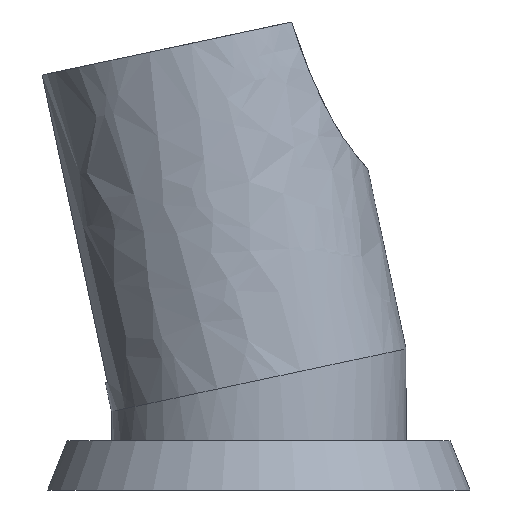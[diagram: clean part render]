
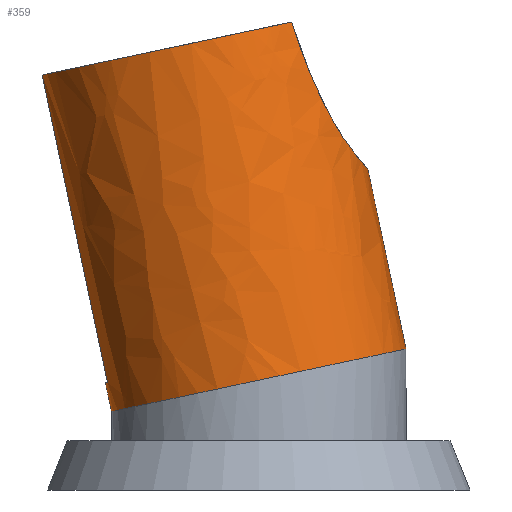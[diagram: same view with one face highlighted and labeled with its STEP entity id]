
A CAD part, left-side view. The second image highlights one B-rep face of the part: STEP entity #359.
In plain terms, the highlighted free-form (B-spline) face has degree [1, 2] with [2, 9] control points.
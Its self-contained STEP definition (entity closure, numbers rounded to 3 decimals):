
#15=B_SPLINE_CURVE_WITH_KNOTS('',3,(#622,#623,#624,#625,#626,#627,#628,
#629,#630,#631,#632,#633,#634,#635,#636,#637,#638,#639,#640,#641,#642,#643,
#644,#645,#646,#647),.UNSPECIFIED.,.F.,.F.,(4,2,2,2,2,2,2,2,2,2,2,2,4),
(1.088,1.287,1.931,2.252,2.574,
2.922,3.27,3.617,3.965,4.287,
4.608,5.252,5.451),.UNSPECIFIED.);
#16=B_SPLINE_CURVE_WITH_KNOTS('',1,(#648,#649),.UNSPECIFIED.,.F.,.F.,(2,
2),(-0.196,0.),.UNSPECIFIED.);
#17=(
BOUNDED_SURFACE()
B_SPLINE_SURFACE(1,2,((#604,#605,#606,#607,#608,#609,#610,#611,#612),(#613,
#614,#615,#616,#617,#618,#619,#620,#621)),.UNSPECIFIED.,.F.,.T.,.F.)
B_SPLINE_SURFACE_WITH_KNOTS((2,2),(3,2,2,2,3),(0.,2.282),
(-3.142,-1.571,0.,1.571,3.142),
 .UNSPECIFIED.)
GEOMETRIC_REPRESENTATION_ITEM()
RATIONAL_B_SPLINE_SURFACE(((1.,0.707,1.,0.707,1.,
0.707,1.,0.707,1.),(1.,0.707,1.,0.707,
1.,0.707,1.,0.707,1.)))
REPRESENTATION_ITEM('')
SURFACE()
);
#47=FACE_OUTER_BOUND('',#69,.T.);
#69=EDGE_LOOP('',(#298,#299,#300,#301,#302,#303,#304,#305,#306,#307,#308,
#309));
#81=LINE('',#531,#113);
#84=LINE('',#538,#116);
#113=VECTOR('',#427,10.);
#116=VECTOR('',#434,10.);
#140=ELLIPSE('',#379,15.335,15.);
#141=ELLIPSE('',#380,15.335,15.);
#142=ELLIPSE('',#385,15.335,15.);
#145=ELLIPSE('',#388,15.335,15.);
#146=ELLIPSE('',#398,15.335,15.);
#147=ELLIPSE('',#400,15.335,15.);
#148=ELLIPSE('',#401,15.335,15.);
#149=VERTEX_POINT('',#516);
#150=VERTEX_POINT('',#517);
#151=VERTEX_POINT('',#519);
#155=VERTEX_POINT('',#529);
#157=VERTEX_POINT('',#537);
#158=VERTEX_POINT('',#541);
#160=VERTEX_POINT('',#545);
#174=VERTEX_POINT('',#588);
#175=VERTEX_POINT('',#589);
#177=VERTEX_POINT('',#594);
#182=EDGE_CURVE('',#149,#150,#140,.T.);
#183=EDGE_CURVE('',#150,#151,#141,.T.);
#189=EDGE_CURVE('',#149,#155,#81,.T.);
#192=EDGE_CURVE('',#157,#151,#84,.T.);
#194=EDGE_CURVE('',#157,#158,#142,.T.);
#197=EDGE_CURVE('',#160,#155,#145,.T.);
#217=EDGE_CURVE('',#174,#175,#146,.T.);
#220=EDGE_CURVE('',#177,#174,#147,.T.);
#221=EDGE_CURVE('',#175,#177,#148,.T.);
#225=EDGE_CURVE('',#160,#158,#15,.T.);
#226=EDGE_CURVE('',#150,#175,#16,.T.);
#298=ORIENTED_EDGE('',*,*,#189,.T.);
#299=ORIENTED_EDGE('',*,*,#197,.F.);
#300=ORIENTED_EDGE('',*,*,#225,.T.);
#301=ORIENTED_EDGE('',*,*,#194,.F.);
#302=ORIENTED_EDGE('',*,*,#192,.T.);
#303=ORIENTED_EDGE('',*,*,#183,.F.);
#304=ORIENTED_EDGE('',*,*,#226,.T.);
#305=ORIENTED_EDGE('',*,*,#221,.T.);
#306=ORIENTED_EDGE('',*,*,#220,.T.);
#307=ORIENTED_EDGE('',*,*,#217,.T.);
#308=ORIENTED_EDGE('',*,*,#226,.F.);
#309=ORIENTED_EDGE('',*,*,#182,.F.);
#359=ADVANCED_FACE('',(#47),#17,.F.);
#379=AXIS2_PLACEMENT_3D('',#518,#416,#417);
#380=AXIS2_PLACEMENT_3D('',#520,#418,#419);
#385=AXIS2_PLACEMENT_3D('',#542,#438,#439);
#388=AXIS2_PLACEMENT_3D('',#547,#444,#445);
#398=AXIS2_PLACEMENT_3D('',#590,#482,#483);
#400=AXIS2_PLACEMENT_3D('',#595,#487,#488);
#401=AXIS2_PLACEMENT_3D('',#596,#489,#490);
#416=DIRECTION('center_axis',(0.,0.208,0.978));
#417=DIRECTION('ref_axis',(0.,-0.978,0.208));
#418=DIRECTION('center_axis',(0.,0.208,0.978));
#419=DIRECTION('ref_axis',(0.,-0.978,0.208));
#427=DIRECTION('',(0.,0.208,0.978));
#434=DIRECTION('',(0.,-0.208,-0.978));
#438=DIRECTION('center_axis',(0.,0.208,0.978));
#439=DIRECTION('ref_axis',(0.,-0.978,0.208));
#444=DIRECTION('center_axis',(0.,0.208,0.978));
#445=DIRECTION('ref_axis',(0.,-0.978,0.208));
#482=DIRECTION('center_axis',(0.,0.208,0.978));
#483=DIRECTION('ref_axis',(0.,-0.978,0.208));
#487=DIRECTION('center_axis',(0.,0.208,0.978));
#488=DIRECTION('ref_axis',(0.,-0.978,0.208));
#489=DIRECTION('center_axis',(0.,0.208,0.978));
#490=DIRECTION('ref_axis',(0.,-0.978,0.208));
#516=CARTESIAN_POINT('',(2.5,15.414,21.975));
#517=CARTESIAN_POINT('',(0.,15.624,21.931));
#518=CARTESIAN_POINT('Origin',(0.,0.624,25.119));
#519=CARTESIAN_POINT('',(-2.5,15.414,21.975));
#520=CARTESIAN_POINT('Origin',(0.,0.624,25.119));
#529=CARTESIAN_POINT('',(2.5,22.067,53.276));
#531=CARTESIAN_POINT('',(2.5,14.79,19.041));
#537=CARTESIAN_POINT('',(-2.5,22.067,53.276));
#538=CARTESIAN_POINT('',(-2.5,14.79,19.041));
#541=CARTESIAN_POINT('',(-10.581,-3.356,58.68));
#542=CARTESIAN_POINT('Origin',(0.,7.277,56.42));
#545=CARTESIAN_POINT('',(10.581,-3.356,58.68));
#547=CARTESIAN_POINT('Origin',(0.,7.277,56.42));
#588=CARTESIAN_POINT('',(15.,0.,22.185));
#589=CARTESIAN_POINT('',(0.,15.,18.996));
#590=CARTESIAN_POINT('Origin',(0.,0.,22.185));
#594=CARTESIAN_POINT('',(-15.,0.,22.185));
#595=CARTESIAN_POINT('Origin',(0.,0.,22.185));
#596=CARTESIAN_POINT('Origin',(0.,0.,22.185));
#604=CARTESIAN_POINT('Ctrl Pts',(0.,15.,18.996));
#605=CARTESIAN_POINT('Ctrl Pts',(-15.,15.,18.996));
#606=CARTESIAN_POINT('Ctrl Pts',(-15.,0.,22.185));
#607=CARTESIAN_POINT('Ctrl Pts',(-15.,-15.,25.373));
#608=CARTESIAN_POINT('Ctrl Pts',(0.,-15.,25.373));
#609=CARTESIAN_POINT('Ctrl Pts',(15.,-15.,25.373));
#610=CARTESIAN_POINT('Ctrl Pts',(15.,0.,22.185));
#611=CARTESIAN_POINT('Ctrl Pts',(15.,15.,18.996));
#612=CARTESIAN_POINT('Ctrl Pts',(0.,15.,18.996));
#613=CARTESIAN_POINT('Ctrl Pts',(0.,22.277,53.232));
#614=CARTESIAN_POINT('Ctrl Pts',(-15.,22.277,53.232));
#615=CARTESIAN_POINT('Ctrl Pts',(-15.,7.277,56.42));
#616=CARTESIAN_POINT('Ctrl Pts',(-15.,-7.723,59.608));
#617=CARTESIAN_POINT('Ctrl Pts',(0.,-7.723,59.608));
#618=CARTESIAN_POINT('Ctrl Pts',(15.,-7.723,59.608));
#619=CARTESIAN_POINT('Ctrl Pts',(15.,7.277,56.42));
#620=CARTESIAN_POINT('Ctrl Pts',(15.,22.277,53.232));
#621=CARTESIAN_POINT('Ctrl Pts',(0.,22.277,53.232));
#622=CARTESIAN_POINT('Ctrl Pts',(10.581,-3.356,58.68));
#623=CARTESIAN_POINT('Ctrl Pts',(10.514,-3.564,58.022));
#624=CARTESIAN_POINT('Ctrl Pts',(10.439,-3.78,57.371));
#625=CARTESIAN_POINT('Ctrl Pts',(10.075,-4.722,54.645));
#626=CARTESIAN_POINT('Ctrl Pts',(9.692,-5.515,52.662));
#627=CARTESIAN_POINT('Ctrl Pts',(8.776,-6.818,49.958));
#628=CARTESIAN_POINT('Ctrl Pts',(8.413,-7.27,49.102));
#629=CARTESIAN_POINT('Ctrl Pts',(7.507,-8.203,47.506));
#630=CARTESIAN_POINT('Ctrl Pts',(6.965,-8.683,46.764));
#631=CARTESIAN_POINT('Ctrl Pts',(5.521,-9.672,45.38));
#632=CARTESIAN_POINT('Ctrl Pts',(4.556,-10.187,44.749));
#633=CARTESIAN_POINT('Ctrl Pts',(2.375,-10.904,43.923));
#634=CARTESIAN_POINT('Ctrl Pts',(1.159,-11.1,43.721));
#635=CARTESIAN_POINT('Ctrl Pts',(-1.159,-11.1,43.721));
#636=CARTESIAN_POINT('Ctrl Pts',(-2.375,-10.904,43.923));
#637=CARTESIAN_POINT('Ctrl Pts',(-4.556,-10.187,44.749));
#638=CARTESIAN_POINT('Ctrl Pts',(-5.521,-9.672,45.38));
#639=CARTESIAN_POINT('Ctrl Pts',(-6.965,-8.683,46.764));
#640=CARTESIAN_POINT('Ctrl Pts',(-7.507,-8.203,47.506));
#641=CARTESIAN_POINT('Ctrl Pts',(-8.413,-7.27,49.102));
#642=CARTESIAN_POINT('Ctrl Pts',(-8.776,-6.818,49.958));
#643=CARTESIAN_POINT('Ctrl Pts',(-9.692,-5.515,52.662));
#644=CARTESIAN_POINT('Ctrl Pts',(-10.075,-4.722,54.645));
#645=CARTESIAN_POINT('Ctrl Pts',(-10.439,-3.78,57.371));
#646=CARTESIAN_POINT('Ctrl Pts',(-10.514,-3.564,58.022));
#647=CARTESIAN_POINT('Ctrl Pts',(-10.581,-3.356,58.68));
#648=CARTESIAN_POINT('Ctrl Pts',(0.,15.624,21.931));
#649=CARTESIAN_POINT('Ctrl Pts',(0.,15.,18.996));
